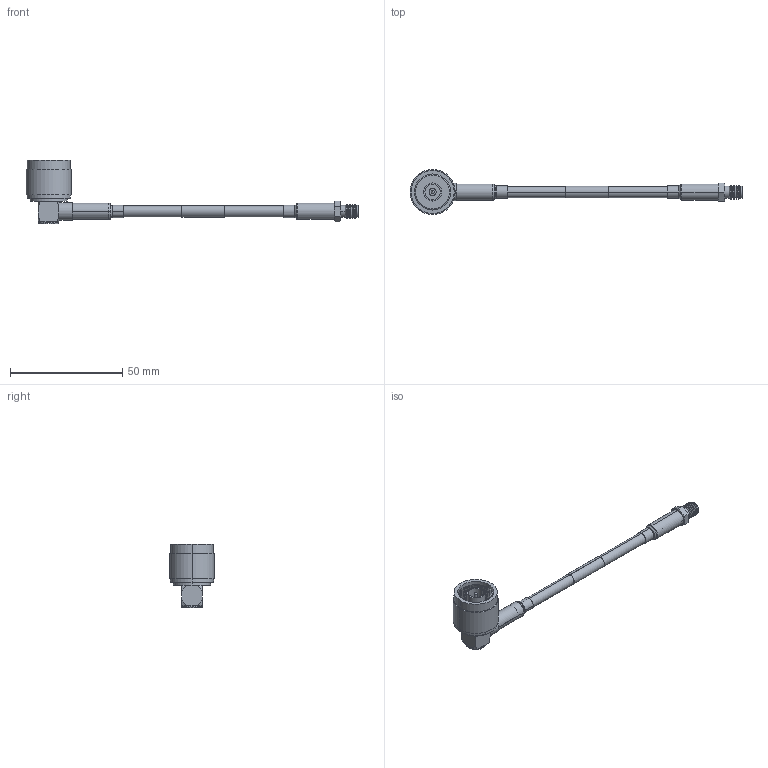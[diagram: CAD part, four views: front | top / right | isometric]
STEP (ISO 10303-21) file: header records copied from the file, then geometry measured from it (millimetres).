
FILE_DESCRIPTION (( 'STEP AP203' ), '1' );
FILE_NAME ('LCCA30697.STEP', '2020-09-24T17:11:41', ( '' ), ( '' ), 'SwSTEP 2.0', 'SolidWorks 2018', '' );
FILE_SCHEMA (( 'CONFIG_CONTROL_DESIGN' ));
Length unit declared in the file: inch
Products named in the file (12): LCCA30697; ANM-1716-MA2; CA-195R-MA1_.195"x1"; ASF-1708-MA1; ASF-1708-MA2; ANM-1716-MA1; ASF-1708-MA3; Part3^LCCA30697; RG58C-PROD; ASF-1708; ANM-1716
Assembly tree (12 placements, depth 3):
  LCCA30697
    RG58C-PROD
    Part3^LCCA30697
    CA-195R-MA1_.195"x1"  x2
    ASF-1708
      ASF-1708-MA1
      ASF-1708-MA2
      ASF-1708-MA3
    ANM-1716
      ANM-1716
      ANM-1716-MA1
      ANM-1716-MA2
Bounding box: 147.72 x 20.12 x 28.45 mm (x, y, z)
Volume: 7178.9 mm3; surface area: 10172 mm2
Topology: 10 solids, 10 shells, 364 faces, 772 edges, 440 vertices
Faces by surface type: cone 172, cylinder 102, plane 69, torus 20, sphere 1
Entity records: 10693 total; most frequent: CARTESIAN_POINT 1910, DIRECTION 1727, ORIENTED_EDGE 1442, AXIS2_PLACEMENT_3D 725, EDGE_CURVE 721, VERTEX_POINT 414, EDGE_LOOP 375, CIRCLE 366
